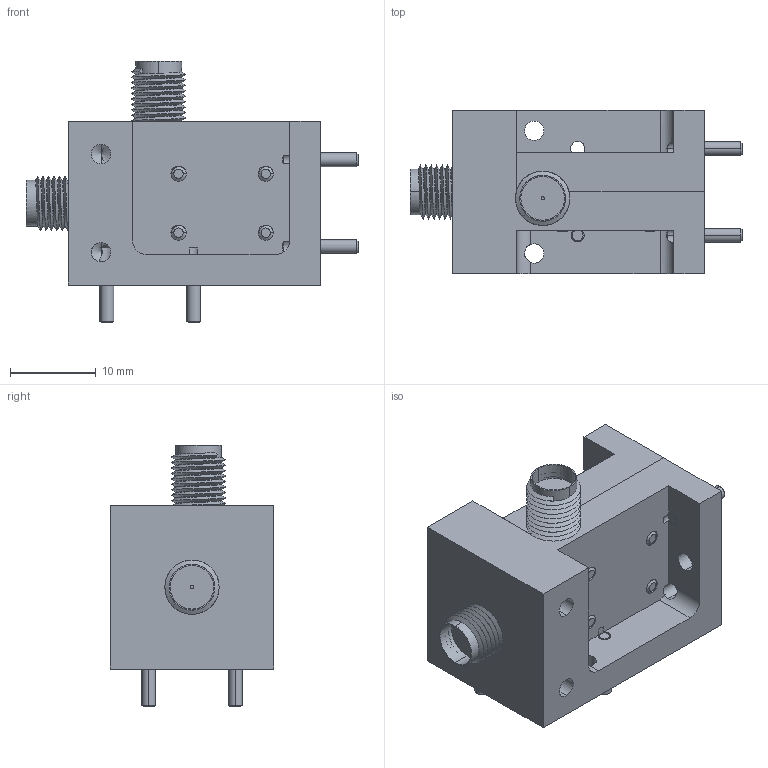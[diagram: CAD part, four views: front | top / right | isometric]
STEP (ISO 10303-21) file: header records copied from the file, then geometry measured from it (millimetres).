
FILE_DESCRIPTION (( 'STEP AP214' ), '1' );
FILE_NAME ('SFB-06-E2.STEP', '2018-01-18T19:21:36', ( '' ), ( '' ), 'SwSTEP 2.0', 'SolidWorks 2016', '' );
FILE_SCHEMA (( 'AUTOMOTIVE_DESIGN' ));
Length unit declared in the file: inch
Products named in the file (1): SFB-06-E2
Bounding box: 38.65 x 19.05 x 30.42 mm (x, y, z)
Volume: 7963.9 mm3; surface area: 6532.3 mm2
Topology: 14 solids, 14 shells, 771 faces, 2034 edges, 1279 vertices
Faces by surface type: cylinder 434, cone 189, plane 136, bspline 12
Entity records: 42058 total; most frequent: CARTESIAN_POINT 14666, ORIENTED_EDGE 4008, DIRECTION 3196, EDGE_CURVE 2004, VERTEX_POINT 1279, AXIS2_PLACEMENT_3D 1195, EDGE_LOOP 835, LINE 806
